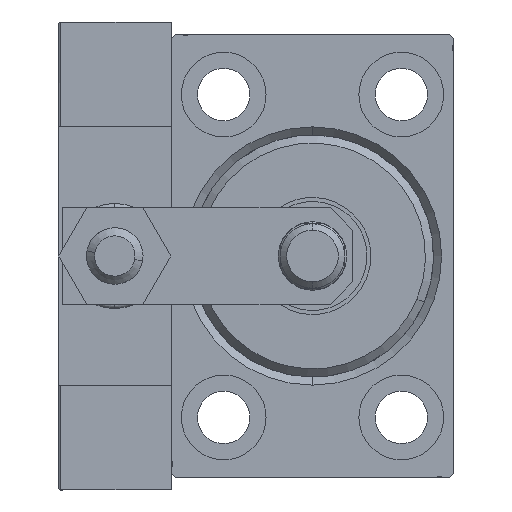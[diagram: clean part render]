
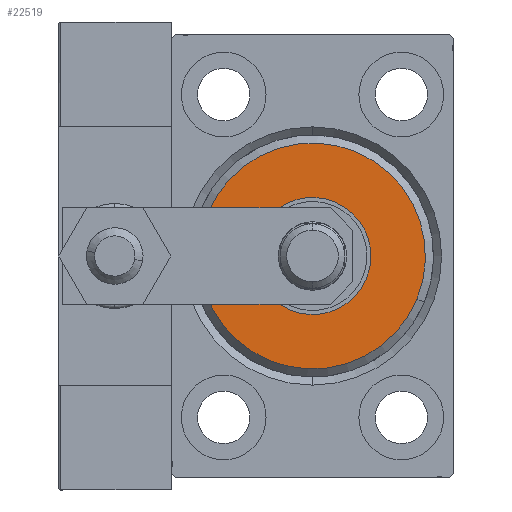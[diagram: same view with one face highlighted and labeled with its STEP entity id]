
A CAD part, left-side view. The second image highlights one B-rep face of the part: STEP entity #22519.
In plain terms, the highlighted face is planar.
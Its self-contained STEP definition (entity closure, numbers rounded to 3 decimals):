
#3 = ORIENTED_EDGE ( 'NONE', *, *, #22676, .T. ) ;
#1863 = PLANE ( 'NONE',  #38402 ) ;
#2037 = CIRCLE ( 'NONE', #21026, 14. ) ;
#2582 = CARTESIAN_POINT ( 'NONE',  ( 3., 0., -14. ) ) ;
#4628 = ORIENTED_EDGE ( 'NONE', *, *, #34777, .T. ) ;
#5623 = DIRECTION ( 'NONE',  ( 0., 0., -1. ) ) ;
#8262 = VERTEX_POINT ( 'NONE', #28860 ) ;
#9116 = EDGE_LOOP ( 'NONE', ( #4628, #3 ) ) ;
#9344 = FACE_OUTER_BOUND ( 'NONE', #9116, .T. ) ;
#9502 = DIRECTION ( 'NONE',  ( 1., 0., 0. ) ) ;
#10814 = ORIENTED_EDGE ( 'NONE', *, *, #33532, .F. ) ;
#16252 = ORIENTED_EDGE ( 'NONE', *, *, #21803, .F. ) ;
#16341 = DIRECTION ( 'NONE',  ( 1., 0., 0. ) ) ;
#18128 = DIRECTION ( 'NONE',  ( 0., 0., -1. ) ) ;
#18281 = CARTESIAN_POINT ( 'NONE',  ( 3., 0., 14. ) ) ;
#18334 = EDGE_LOOP ( 'NONE', ( #16252, #10814 ) ) ;
#18583 = AXIS2_PLACEMENT_3D ( 'NONE', #22007, #37779, #18128 ) ;
#21026 = AXIS2_PLACEMENT_3D ( 'NONE', #48149, #16341, #39875 ) ;
#21803 = EDGE_CURVE ( 'NONE', #35163, #8262, #23528, .T. ) ;
#22007 = CARTESIAN_POINT ( 'NONE',  ( 3., 0., 0. ) ) ;
#22519 = ADVANCED_FACE ( 'NONE', ( #9344, #40643 ), #1863, .T. ) ;
#22676 = EDGE_CURVE ( 'NONE', #32061, #32287, #22712, .T. ) ;
#22712 = CIRCLE ( 'NONE', #18583, 14. ) ;
#22890 = DIRECTION ( 'NONE',  ( 0., 0., -1. ) ) ;
#23528 = CIRCLE ( 'NONE', #24347, 7.25 ) ;
#24347 = AXIS2_PLACEMENT_3D ( 'NONE', #41052, #9502, #5623 ) ;
#24845 = CARTESIAN_POINT ( 'NONE',  ( 3., 0., 0. ) ) ;
#26738 = CIRCLE ( 'NONE', #30036, 7.25 ) ;
#28860 = CARTESIAN_POINT ( 'NONE',  ( 3., 0., 7.25 ) ) ;
#30036 = AXIS2_PLACEMENT_3D ( 'NONE', #39160, #42801, #22890 ) ;
#32061 = VERTEX_POINT ( 'NONE', #2582 ) ;
#32287 = VERTEX_POINT ( 'NONE', #18281 ) ;
#33387 = DIRECTION ( 'NONE',  ( 1., 0., 0. ) ) ;
#33532 = EDGE_CURVE ( 'NONE', #8262, #35163, #26738, .T. ) ;
#33901 = DIRECTION ( 'NONE',  ( 0., 0., -1. ) ) ;
#34777 = EDGE_CURVE ( 'NONE', #32287, #32061, #2037, .T. ) ;
#35163 = VERTEX_POINT ( 'NONE', #49889 ) ;
#37779 = DIRECTION ( 'NONE',  ( 1., 0., 0. ) ) ;
#38402 = AXIS2_PLACEMENT_3D ( 'NONE', #24845, #33387, #33901 ) ;
#39160 = CARTESIAN_POINT ( 'NONE',  ( 3., 0., 0. ) ) ;
#39875 = DIRECTION ( 'NONE',  ( 0., 0., -1. ) ) ;
#40643 = FACE_BOUND ( 'NONE', #18334, .T. ) ;
#41052 = CARTESIAN_POINT ( 'NONE',  ( 3., 0., 0. ) ) ;
#42801 = DIRECTION ( 'NONE',  ( 1., 0., 0. ) ) ;
#48149 = CARTESIAN_POINT ( 'NONE',  ( 3., 0., 0. ) ) ;
#49889 = CARTESIAN_POINT ( 'NONE',  ( 3., 0., -7.25 ) ) ;
